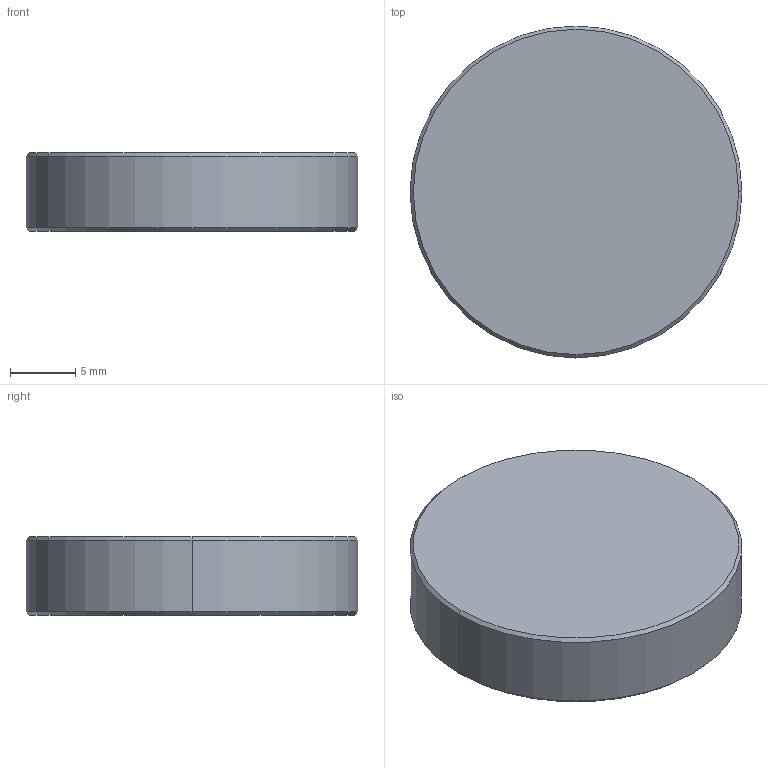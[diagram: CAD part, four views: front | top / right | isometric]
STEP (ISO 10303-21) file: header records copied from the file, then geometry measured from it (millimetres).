
FILE_DESCRIPTION (( 'STEP AP203' ), '1' );
FILE_NAME ('TTN094211-E0W.STEP', '2016-03-31T15:21:30', ( 'admin' ), ( '' ), 'SwSTEP 2.0', 'SolidWorks 2014', '' );
FILE_SCHEMA (( 'CONFIG_CONTROL_DESIGN' ));
Length unit declared in the file: inch
Products named in the file (1): TTN094211-E0W
Bounding box: 25.4 x 25.4 x 6 mm (x, y, z)
Volume: 3035.3 mm3; surface area: 1468.7 mm2
Topology: 1 solids, 1 shells, 36 faces, 257 edges, 251 vertices
Faces by surface type: plane 30, cone 4, cylinder 2
Entity records: 4300 total; most frequent: CARTESIAN_POINT 2351, ORIENTED_EDGE 514, EDGE_CURVE 257, VERTEX_POINT 251, DIRECTION 216, VECTOR 126, LINE 126, B_SPLINE_CURVE_WITH_KNOTS 123
